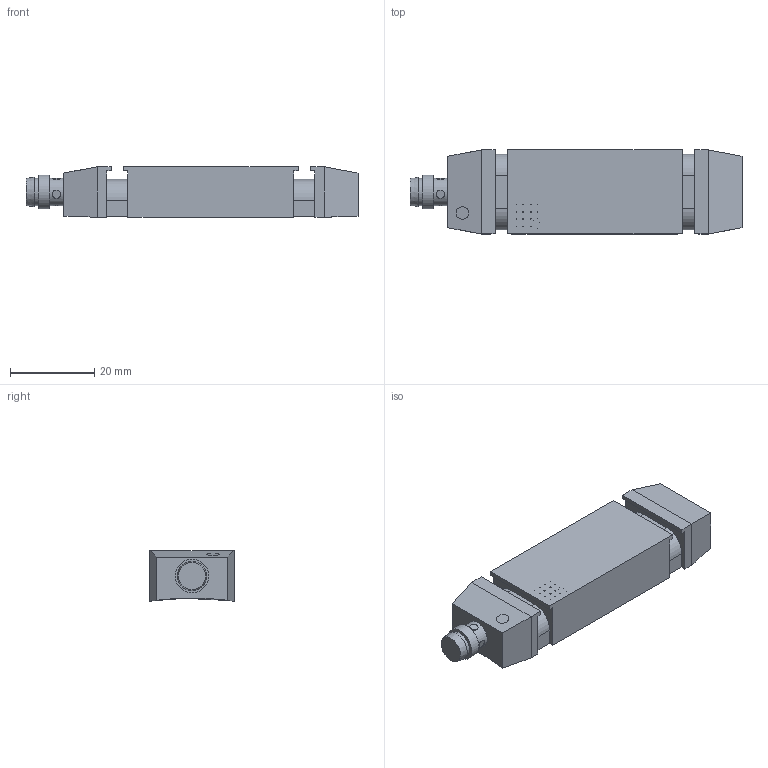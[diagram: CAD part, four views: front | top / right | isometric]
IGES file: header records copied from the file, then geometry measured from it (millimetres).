
Global section: file name: No Iges File Name specified; native system: AutoDesk Inventor R10; preprocessor: AutoDesk Inventor Iges Exporter R10; author: No Author specified; organization: No Organization specified; date: 20080609.090614; units: millimetre
Bounding box: 79 x 20 x 12 mm (x, y, z)
Volume: 15089.7 mm3; surface area: 5438.8 mm2
Topology: 2 solids, 2 shells, 158 faces, 389 edges, 258 vertices
Faces by surface type: plane 139, revolution 11, cylinder 7, cone 1
Full cylindrical faces by diameter (mm): 6.5 x2, 8 x1
